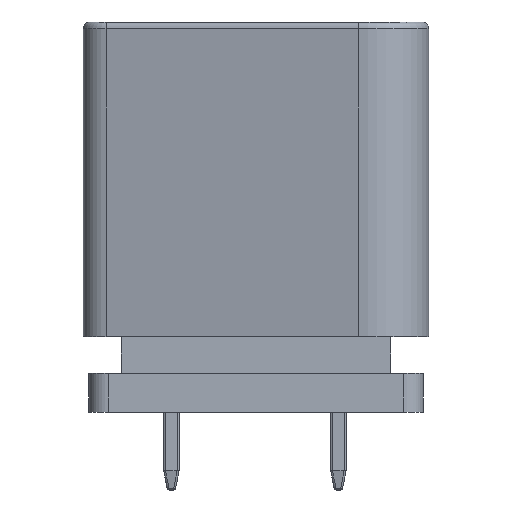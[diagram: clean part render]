
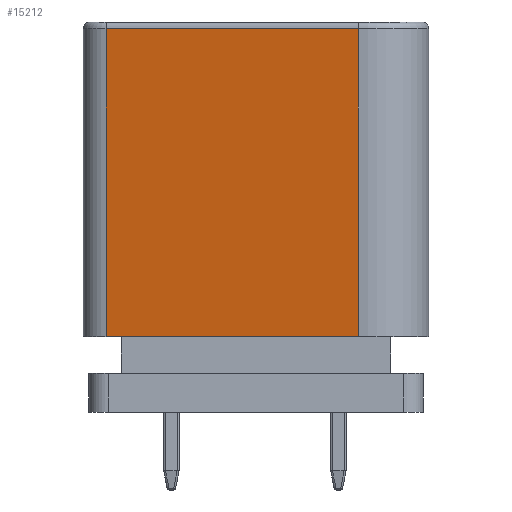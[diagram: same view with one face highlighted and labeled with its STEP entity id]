
A CAD part, left-side view. The second image highlights one B-rep face of the part: STEP entity #15212.
In plain terms, the highlighted planar face has unit normal (-0.977, 0.212, 0).
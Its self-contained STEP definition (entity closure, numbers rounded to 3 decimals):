
#526=PLANE('',#16457);
#830=LINE('',#24556,#1974);
#838=LINE('',#24596,#1982);
#839=LINE('',#24600,#1983);
#840=LINE('',#24601,#1984);
#1974=VECTOR('',#18853,10.);
#1982=VECTOR('',#18905,10.);
#1983=VECTOR('',#18910,10.);
#1984=VECTOR('',#18911,10.);
#3665=FACE_OUTER_BOUND('',#4813,.T.);
#4813=EDGE_LOOP('',(#10750,#10751,#10752,#10753));
#7035=VERTEX_POINT('',#24553);
#7036=VERTEX_POINT('',#24555);
#7046=VERTEX_POINT('',#24595);
#7047=VERTEX_POINT('',#24599);
#8296=EDGE_CURVE('',#7035,#7036,#830,.T.);
#8316=EDGE_CURVE('',#7046,#7036,#838,.T.);
#8318=EDGE_CURVE('',#7047,#7035,#839,.T.);
#8319=EDGE_CURVE('',#7047,#7046,#840,.T.);
#10750=ORIENTED_EDGE('',*,*,#8296,.F.);
#10751=ORIENTED_EDGE('',*,*,#8318,.F.);
#10752=ORIENTED_EDGE('',*,*,#8319,.T.);
#10753=ORIENTED_EDGE('',*,*,#8316,.T.);
#15212=ADVANCED_FACE('',(#3665),#526,.T.);
#16457=AXIS2_PLACEMENT_3D('',#24598,#18908,#18909);
#18853=DIRECTION('',(-0.212,-0.977,0.));
#18905=DIRECTION('',(0.,0.,1.));
#18908=DIRECTION('center_axis',(-0.977,0.212,0.));
#18909=DIRECTION('ref_axis',(-0.212,-0.977,0.));
#18910=DIRECTION('',(0.,0.,1.));
#18911=DIRECTION('',(-0.212,-0.977,0.));
#24553=CARTESIAN_POINT('',(-16.716,7.718,19.75));
#24555=CARTESIAN_POINT('',(-19.532,-5.264,19.75));
#24556=CARTESIAN_POINT('',(-17.14,5.764,19.75));
#24595=CARTESIAN_POINT('',(-19.532,-5.264,3.9));
#24596=CARTESIAN_POINT('',(-19.532,-5.264,3.9));
#24598=CARTESIAN_POINT('Origin',(-16.716,7.718,3.9));
#24599=CARTESIAN_POINT('',(-16.716,7.718,3.9));
#24600=CARTESIAN_POINT('',(-16.716,7.718,3.9));
#24601=CARTESIAN_POINT('',(-16.716,7.718,3.9));
